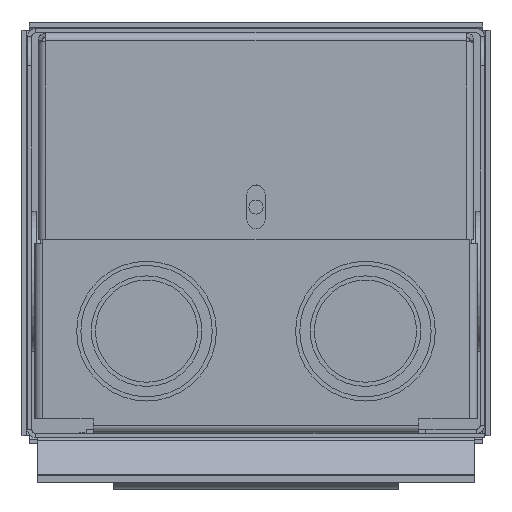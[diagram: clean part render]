
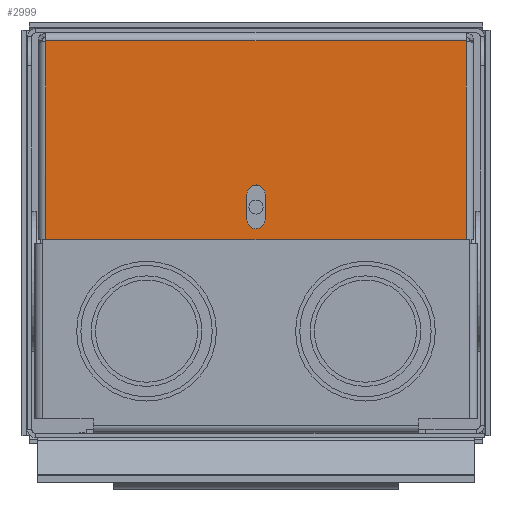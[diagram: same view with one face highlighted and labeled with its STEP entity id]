
A CAD part, front view. The second image highlights one B-rep face of the part: STEP entity #2999.
In plain terms, the highlighted planar face has unit normal (0, -1, 0).
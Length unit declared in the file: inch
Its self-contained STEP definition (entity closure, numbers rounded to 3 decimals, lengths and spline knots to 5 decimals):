
#2999 = ADVANCED_FACE ( 'NONE', ( #11848, #11860 ), #13717, .T. ) ;
#3914 = EDGE_CURVE ( 'NONE', #4342, #4343, #12333, .T. ) ;
#4070 = EDGE_LOOP ( 'NONE', ( #5185, #5186, #5187, #5188, #5189 ) ) ;
#4077 = EDGE_LOOP ( 'NONE', ( #5190, #5191, #5192, #5193 ) ) ;
#4342 = VERTEX_POINT ( 'NONE', #14707 ) ;
#4343 = VERTEX_POINT ( 'NONE', #14708 ) ;
#4361 = VERTEX_POINT ( 'NONE', #14726 ) ;
#4364 = VERTEX_POINT ( 'NONE', #14729 ) ;
#4365 = VERTEX_POINT ( 'NONE', #14730 ) ;
#4368 = VERTEX_POINT ( 'NONE', #14733 ) ;
#4369 = VERTEX_POINT ( 'NONE', #14734 ) ;
#4370 = VERTEX_POINT ( 'NONE', #14735 ) ;
#4373 = VERTEX_POINT ( 'NONE', #14738 ) ;
#5185 = ORIENTED_EDGE ( 'NONE', *, *, #5785, .F. ) ;
#5186 = ORIENTED_EDGE ( 'NONE', *, *, #5786, .F. ) ;
#5187 = ORIENTED_EDGE ( 'NONE', *, *, #3914, .F. ) ;
#5188 = ORIENTED_EDGE ( 'NONE', *, *, #5787, .F. ) ;
#5189 = ORIENTED_EDGE ( 'NONE', *, *, #5788, .F. ) ;
#5190 = ORIENTED_EDGE ( 'NONE', *, *, #5783, .T. ) ;
#5191 = ORIENTED_EDGE ( 'NONE', *, *, #5789, .T. ) ;
#5192 = ORIENTED_EDGE ( 'NONE', *, *, #5790, .F. ) ;
#5193 = ORIENTED_EDGE ( 'NONE', *, *, #5791, .T. ) ;
#5783 = EDGE_CURVE ( 'NONE', #4365, #4361, #12386, .T. ) ;
#5785 = EDGE_CURVE ( 'NONE', #4368, #4369, #12406, .T. ) ;
#5786 = EDGE_CURVE ( 'NONE', #4343, #4368, #12404, .T. ) ;
#5787 = EDGE_CURVE ( 'NONE', #4364, #4342, #12408, .T. ) ;
#5788 = EDGE_CURVE ( 'NONE', #4369, #4364, #12407, .T. ) ;
#5789 = EDGE_CURVE ( 'NONE', #4361, #4373, #12410, .T. ) ;
#5790 = EDGE_CURVE ( 'NONE', #4370, #4373, #12413, .T. ) ;
#5791 = EDGE_CURVE ( 'NONE', #4370, #4365, #12411, .T. ) ;
#10820 = AXIS2_PLACEMENT_3D ( 'NONE', #13716, #13715, #13719 ) ;
#10860 = AXIS2_PLACEMENT_3D ( 'NONE', #14580, #14581, #14582 ) ;
#10873 = AXIS2_PLACEMENT_3D ( 'NONE', #15481, #15482, #15483 ) ;
#10874 = AXIS2_PLACEMENT_3D ( 'NONE', #15487, #15488, #15489 ) ;
#11848 = FACE_BOUND ( 'NONE', #4070, .T. ) ;
#11860 = FACE_OUTER_BOUND ( 'NONE', #4077, .T. ) ;
#12333 = CIRCLE ( 'NONE', #10860, 0.07813 ) ;
#12386 = LINE ( 'NONE', #15472, #12405 ) ;
#12404 = LINE ( 'NONE', #15480, #12409 ) ;
#12405 = VECTOR ( 'NONE', #15455, 39.37008 ) ;
#12406 = CIRCLE ( 'NONE', #10873, 0.07813 ) ;
#12407 = LINE ( 'NONE', #15486, #12412 ) ;
#12408 = CIRCLE ( 'NONE', #10874, 0.07813 ) ;
#12409 = VECTOR ( 'NONE', #15476, 39.37008 ) ;
#12410 = LINE ( 'NONE', #15484, #12414 ) ;
#12411 = LINE ( 'NONE', #15485, #12418 ) ;
#12412 = VECTOR ( 'NONE', #15471, 39.37008 ) ;
#12413 = LINE ( 'NONE', #15492, #12416 ) ;
#12414 = VECTOR ( 'NONE', #15491, 39.37008 ) ;
#12416 = VECTOR ( 'NONE', #15494, 39.37008 ) ;
#12418 = VECTOR ( 'NONE', #15495, 39.37008 ) ;
#13715 = DIRECTION ( 'NONE',  ( 0., -1., 0. ) ) ;
#13716 = CARTESIAN_POINT ( 'NONE',  ( 0., -0.925, 0. ) ) ;
#13717 = PLANE ( 'NONE',  #10820 ) ;
#13719 = DIRECTION ( 'NONE',  ( 0., 0., -1. ) ) ;
#14580 = CARTESIAN_POINT ( 'NONE',  ( 0., -0.925, -1.59813 ) ) ;
#14581 = DIRECTION ( 'NONE',  ( 0., -1., 0. ) ) ;
#14582 = DIRECTION ( 'NONE',  ( 0., 0., -1. ) ) ;
#14707 = CARTESIAN_POINT ( 'NONE',  ( 0., -0.925, -1.67625 ) ) ;
#14708 = CARTESIAN_POINT ( 'NONE',  ( 0.07813, -0.925, -1.59813 ) ) ;
#14726 = CARTESIAN_POINT ( 'NONE',  ( -1.7991, -0.925, -0.0669 ) ) ;
#14729 = CARTESIAN_POINT ( 'NONE',  ( -0.07813, -0.925, -1.59813 ) ) ;
#14730 = CARTESIAN_POINT ( 'NONE',  ( 1.7991, -0.925, -0.0669 ) ) ;
#14733 = CARTESIAN_POINT ( 'NONE',  ( 0.07812, -0.925, -1.37938 ) ) ;
#14734 = CARTESIAN_POINT ( 'NONE',  ( -0.07813, -0.925, -1.37938 ) ) ;
#14735 = CARTESIAN_POINT ( 'NONE',  ( 1.7991, -0.925, -1.77 ) ) ;
#14738 = CARTESIAN_POINT ( 'NONE',  ( -1.7991, -0.925, -1.77 ) ) ;
#15455 = DIRECTION ( 'NONE',  ( -1., 0., 0. ) ) ;
#15471 = DIRECTION ( 'NONE',  ( 0., 0., -1. ) ) ;
#15472 = CARTESIAN_POINT ( 'NONE',  ( 0., -0.925, -0.0669 ) ) ;
#15476 = DIRECTION ( 'NONE',  ( 0., 0., 1. ) ) ;
#15480 = CARTESIAN_POINT ( 'NONE',  ( 0.07812, -0.925, -1.37938 ) ) ;
#15481 = CARTESIAN_POINT ( 'NONE',  ( 0., -0.925, -1.37938 ) ) ;
#15482 = DIRECTION ( 'NONE',  ( 0., -1., 0. ) ) ;
#15483 = DIRECTION ( 'NONE',  ( 0., 0., -1. ) ) ;
#15484 = CARTESIAN_POINT ( 'NONE',  ( -1.7991, -0.925, -0.0669 ) ) ;
#15485 = CARTESIAN_POINT ( 'NONE',  ( 1.7991, -0.925, -1.77 ) ) ;
#15486 = CARTESIAN_POINT ( 'NONE',  ( -0.07813, -0.925, -1.37938 ) ) ;
#15487 = CARTESIAN_POINT ( 'NONE',  ( 0., -0.925, -1.59813 ) ) ;
#15488 = DIRECTION ( 'NONE',  ( 0., -1., 0. ) ) ;
#15489 = DIRECTION ( 'NONE',  ( 0., 0., -1. ) ) ;
#15491 = DIRECTION ( 'NONE',  ( 0., 0., -1. ) ) ;
#15492 = CARTESIAN_POINT ( 'NONE',  ( -1.866, -0.925, -1.77 ) ) ;
#15494 = DIRECTION ( 'NONE',  ( -1., 0., 0. ) ) ;
#15495 = DIRECTION ( 'NONE',  ( 0., 0., 1. ) ) ;
